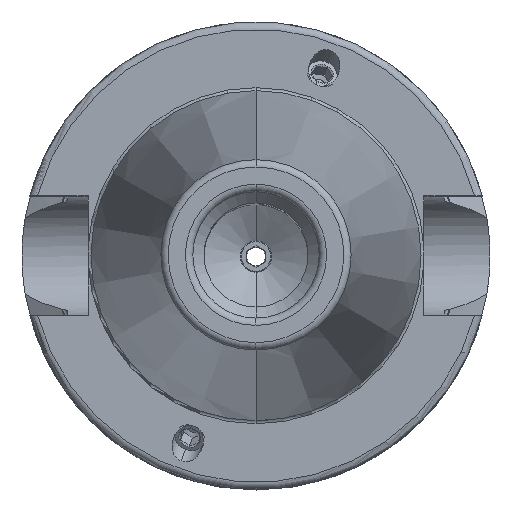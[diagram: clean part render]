
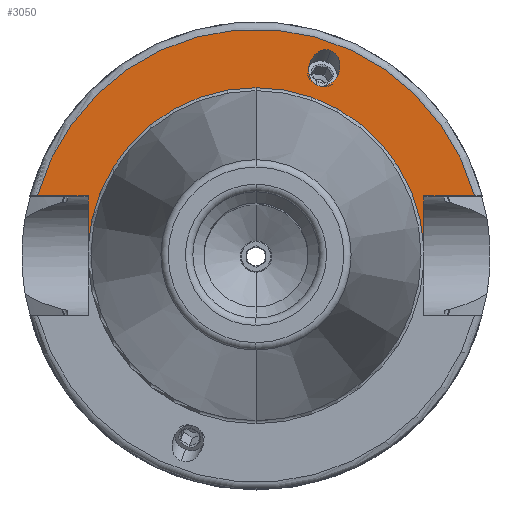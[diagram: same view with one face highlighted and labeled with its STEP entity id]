
A CAD part, top view. The second image highlights one B-rep face of the part: STEP entity #3050.
In plain terms, the highlighted planar face has unit normal (0, 0, 1).
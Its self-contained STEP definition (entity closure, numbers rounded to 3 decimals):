
#213=DIRECTION('',(0,1,0));
#214=VECTOR('',#213,6.987);
#215=CARTESIAN_POINT('',(-22.6,1.063,25));
#216=LINE('',#215,#214);
#217=DIRECTION('',(1,0,0));
#218=VECTOR('',#217,6.818);
#219=CARTESIAN_POINT('',(-29.418,8.05,25));
#220=LINE('',#219,#218);
#221=DIRECTION('',(-1,0,0));
#222=VECTOR('',#221,6.818);
#223=CARTESIAN_POINT('',(29.418,8.05,25));
#224=LINE('',#223,#222);
#225=DIRECTION('',(0,-1,0));
#226=VECTOR('',#225,6.987);
#227=CARTESIAN_POINT('',(22.6,8.05,25));
#228=LINE('',#227,#226);
#229=CARTESIAN_POINT('',(10.056,27.629,25));
#230=CARTESIAN_POINT('',(10.283,27.547,25));
#231=CARTESIAN_POINT('',(10.737,27.268,25));
#232=CARTESIAN_POINT('',(11.226,26.479,25));
#233=CARTESIAN_POINT('',(11.341,25.65,25));
#234=CARTESIAN_POINT('',(11.261,25.009,25));
#235=CARTESIAN_POINT('',(11.137,24.573,25));
#236=CARTESIAN_POINT('',(10.952,24.159,25));
#237=CARTESIAN_POINT('',(10.601,23.617,25));
#238=CARTESIAN_POINT('',(9.98,23.055,25));
#239=CARTESIAN_POINT('',(9.098,22.765,25));
#240=CARTESIAN_POINT('',(8.571,22.843,25));
#241=CARTESIAN_POINT('',(8.344,22.926,25));
#243=CARTESIAN_POINT('',(8.344,22.926,25));
#244=CARTESIAN_POINT('',(8.117,23.009,25));
#245=CARTESIAN_POINT('',(7.663,23.288,25));
#246=CARTESIAN_POINT('',(7.174,24.076,25));
#247=CARTESIAN_POINT('',(7.06,24.906,25));
#248=CARTESIAN_POINT('',(7.14,25.547,25));
#249=CARTESIAN_POINT('',(7.264,25.983,25));
#250=CARTESIAN_POINT('',(7.449,26.396,25));
#251=CARTESIAN_POINT('',(7.8,26.939,25));
#252=CARTESIAN_POINT('',(8.421,27.5,25));
#253=CARTESIAN_POINT('',(9.302,27.79,25));
#254=CARTESIAN_POINT('',(9.829,27.712,25));
#255=CARTESIAN_POINT('',(10.056,27.629,25));
#801=CARTESIAN_POINT('',(0,0,25));
#802=DIRECTION('',(0,0,1));
#803=DIRECTION('',(0.965,0.264,0));
#804=AXIS2_PLACEMENT_3D('',#801,#802,#803);
#855=CARTESIAN_POINT('',(0,0,25));
#856=DIRECTION('',(0,0,-1));
#857=DIRECTION('',(0,1,0));
#858=AXIS2_PLACEMENT_3D('',#855,#856,#857);
#866=CARTESIAN_POINT('',(0,0,25));
#867=DIRECTION('',(0,0,1));
#868=DIRECTION('',(0,1,0));
#869=AXIS2_PLACEMENT_3D('',#866,#867,#868);
#2462=CARTESIAN_POINT('',(-22.6,1.063,25));
#2463=CARTESIAN_POINT('',(-22.6,8.05,25));
#2464=VERTEX_POINT('',#2462);
#2465=VERTEX_POINT('',#2463);
#2466=CARTESIAN_POINT('',(-29.418,8.05,25));
#2467=VERTEX_POINT('',#2466);
#2468=CARTESIAN_POINT('',(22.6,8.05,25));
#2469=CARTESIAN_POINT('',(22.6,1.063,25));
#2470=VERTEX_POINT('',#2468);
#2471=VERTEX_POINT('',#2469);
#2478=CARTESIAN_POINT('',(29.418,8.05,25));
#2479=VERTEX_POINT('',#2478);
#2526=CARTESIAN_POINT('',(0,22.625,25));
#2528=VERTEX_POINT('',#2526);
#2544=VERTEX_POINT('',#229);
#2545=VERTEX_POINT('',#241);
#3023=CARTESIAN_POINT('',(0,0,25));
#3024=DIRECTION('',(0,0,-1));
#3025=DIRECTION('',(0,-1,0));
#3026=AXIS2_PLACEMENT_3D('',#3023,#3024,#3025);
#3027=PLANE('',#3026);
#3029=ORIENTED_EDGE('',*,*,#3028,.T.);
#3031=ORIENTED_EDGE('',*,*,#3030,.F.);
#3033=ORIENTED_EDGE('',*,*,#3032,.F.);
#3035=ORIENTED_EDGE('',*,*,#3034,.T.);
#3037=ORIENTED_EDGE('',*,*,#3036,.T.);
#3039=ORIENTED_EDGE('',*,*,#3038,.F.);
#3041=ORIENTED_EDGE('',*,*,#3040,.T.);
#3042=EDGE_LOOP('',(#3029,#3031,#3033,#3035,#3037,#3039,#3041));
#3043=FACE_OUTER_BOUND('',#3042,.F.);
#3045=ORIENTED_EDGE('',*,*,#3044,.F.);
#3047=ORIENTED_EDGE('',*,*,#3046,.F.);
#3048=EDGE_LOOP('',(#3045,#3047));
#3049=FACE_BOUND('',#3048,.F.);
#3050=ADVANCED_FACE('',(#3043,#3049),#3027,.F.);
#242=B_SPLINE_CURVE_WITH_KNOTS('',3,(#229,#230,#231,#232,#233,#234,#235,#236,
#237,#238,#239,#240,#241),.UNSPECIFIED.,.F.,.F.,(4,1,1,1,1,1,1,1,1,1,4),(0,
0.125,0.25,0.375,0.438,0.5,0.563,0.625,0.75,0.875,1),
.UNSPECIFIED.);
#256=B_SPLINE_CURVE_WITH_KNOTS('',3,(#243,#244,#245,#246,#247,#248,#249,#250,
#251,#252,#253,#254,#255),.UNSPECIFIED.,.F.,.F.,(4,1,1,1,1,1,1,1,1,1,4),(0,
0.125,0.25,0.375,0.438,0.5,0.563,0.625,0.75,0.875,1),
.UNSPECIFIED.);
#805=CIRCLE('',#804,30.5);
#859=CIRCLE('',#858,22.625);
#870=CIRCLE('',#869,22.625);
#3028=EDGE_CURVE('',#2464,#2465,#216,.T.);
#3030=EDGE_CURVE('',#2467,#2465,#220,.T.);
#3032=EDGE_CURVE('',#2479,#2467,#805,.T.);
#3034=EDGE_CURVE('',#2479,#2470,#224,.T.);
#3036=EDGE_CURVE('',#2470,#2471,#228,.T.);
#3038=EDGE_CURVE('',#2528,#2471,#859,.T.);
#3040=EDGE_CURVE('',#2528,#2464,#870,.T.);
#3044=EDGE_CURVE('',#2544,#2545,#242,.T.);
#3046=EDGE_CURVE('',#2545,#2544,#256,.T.);
